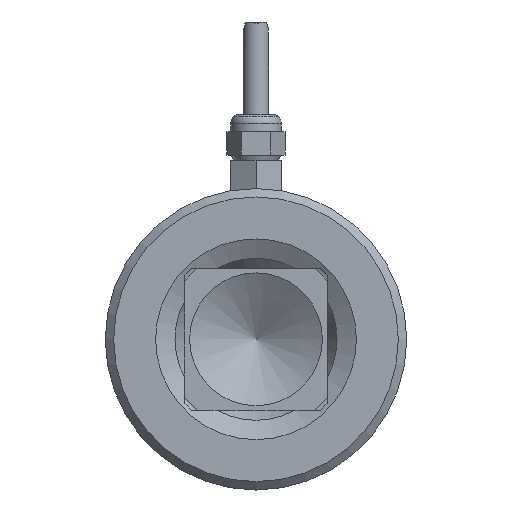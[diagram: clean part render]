
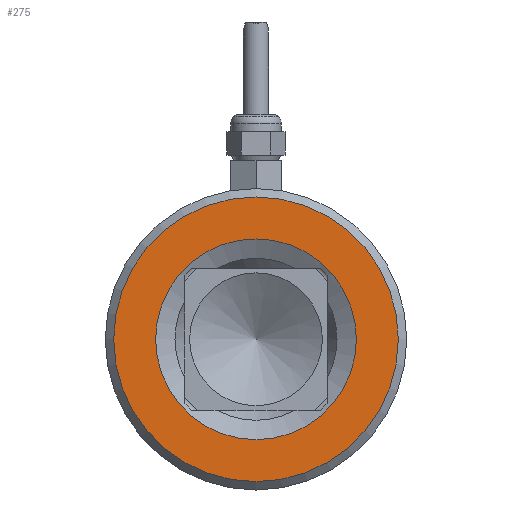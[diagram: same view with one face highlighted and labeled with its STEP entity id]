
A CAD part, left-side view. The second image highlights one B-rep face of the part: STEP entity #275.
In plain terms, the highlighted planar face has unit normal (-1, 0, 0).
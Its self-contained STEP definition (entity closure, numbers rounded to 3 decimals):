
#275 = ADVANCED_FACE( '', ( #599, #600 ), #601, .T. );
#599 = FACE_OUTER_BOUND( '', #1032, .T. );
#600 = FACE_BOUND( '', #1033, .T. );
#601 = PLANE( '', #1034 );
#1032 = EDGE_LOOP( '', ( #1654 ) );
#1033 = EDGE_LOOP( '', ( #1655 ) );
#1034 = AXIS2_PLACEMENT_3D( '', #1656, #1657, #1658 );
#1654 = ORIENTED_EDGE( '', *, *, #2531, .T. );
#1655 = ORIENTED_EDGE( '', *, *, #2532, .F. );
#1656 = CARTESIAN_POINT( '', ( 0., 0., 0. ) );
#1657 = DIRECTION( '', ( -1., 0., 0. ) );
#1658 = DIRECTION( '', ( 0., -1., 0. ) );
#2531 = EDGE_CURVE( '', #2965, #2965, #2966, .T. );
#2532 = EDGE_CURVE( '', #2967, #2967, #2968, .T. );
#2965 = VERTEX_POINT( '', #3598 );
#2966 = CIRCLE( '', #3599, 25.5 );
#2967 = VERTEX_POINT( '', #3600 );
#2968 = CIRCLE( '', #3601, 17.979 );
#3598 = CARTESIAN_POINT( '', ( 0., -25.5, 0. ) );
#3599 = AXIS2_PLACEMENT_3D( '', #4814, #4815, #4816 );
#3600 = CARTESIAN_POINT( '', ( 0., 0., 17.979 ) );
#3601 = AXIS2_PLACEMENT_3D( '', #4817, #4818, #4819 );
#4814 = CARTESIAN_POINT( '', ( 0., 0., 0. ) );
#4815 = DIRECTION( '', ( -1., 0., 0. ) );
#4816 = DIRECTION( '', ( 0., -1., 0. ) );
#4817 = CARTESIAN_POINT( '', ( 0., 0., 0. ) );
#4818 = DIRECTION( '', ( -1., 0., 0. ) );
#4819 = DIRECTION( '', ( 0., 0., 1. ) );
